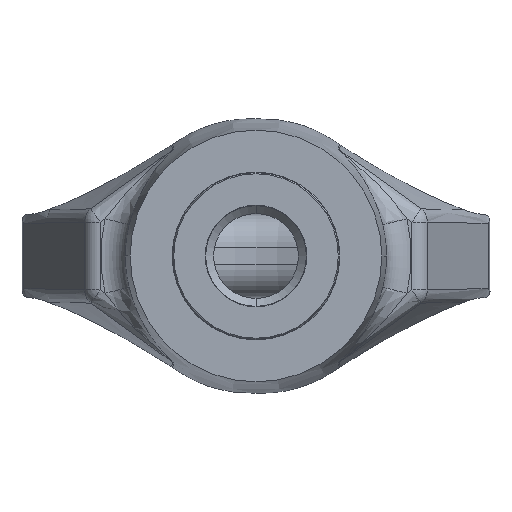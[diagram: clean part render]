
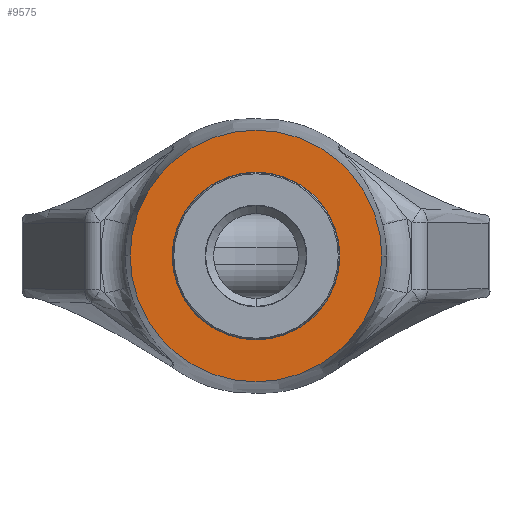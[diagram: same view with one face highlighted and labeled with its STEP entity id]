
A CAD part, front view. The second image highlights one B-rep face of the part: STEP entity #9575.
In plain terms, the highlighted planar face has unit normal (0, -1, 0).
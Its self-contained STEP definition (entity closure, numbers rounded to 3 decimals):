
#2230=CARTESIAN_POINT('',(0.,0.,0.));
#2231=DIRECTION('',(0.,-1.,0.));
#2232=DIRECTION('',(1.,0.,0.));
#2233=AXIS2_PLACEMENT_3D('',#2230,#2231,#2232);
#2235=CARTESIAN_POINT('',(0.,0.,0.));
#2236=DIRECTION('',(0.,-1.,0.));
#2237=DIRECTION('',(-1.,0.,0.));
#2238=AXIS2_PLACEMENT_3D('',#2235,#2236,#2237);
#2240=CARTESIAN_POINT('',(0.,0.,0.));
#2241=DIRECTION('',(0.,1.,0.));
#2242=DIRECTION('',(1.,0.,0.));
#2243=AXIS2_PLACEMENT_3D('',#2240,#2241,#2242);
#2245=CARTESIAN_POINT('',(0.,0.,0.));
#2246=DIRECTION('',(0.,1.,0.));
#2247=DIRECTION('',(-1.,0.,0.));
#2248=AXIS2_PLACEMENT_3D('',#2245,#2246,#2247);
#5605=CARTESIAN_POINT('',(15.,0.,0.));
#5607=VERTEX_POINT('',#5605);
#5608=CARTESIAN_POINT('',(-15.,0.,0.));
#5610=VERTEX_POINT('',#5608);
#7119=CARTESIAN_POINT('',(-10.,0.,0.));
#7120=VERTEX_POINT('',#7119);
#7121=CARTESIAN_POINT('',(10.,0.,0.));
#7122=VERTEX_POINT('',#7121);
#9561=CARTESIAN_POINT('',(0.,0.,0.));
#9562=DIRECTION('',(0.,1.,0.));
#9563=DIRECTION('',(-1.,0.,0.));
#9564=AXIS2_PLACEMENT_3D('',#9561,#9562,#9563);
#9565=PLANE('',#9564);
#9566=ORIENTED_EDGE('',*,*,#8866,.F.);
#9567=ORIENTED_EDGE('',*,*,#8822,.F.);
#9568=EDGE_LOOP('',(#9566,#9567));
#9569=FACE_OUTER_BOUND('',#9568,.F.);
#9571=ORIENTED_EDGE('',*,*,#9570,.F.);
#9572=ORIENTED_EDGE('',*,*,#9551,.F.);
#9573=EDGE_LOOP('',(#9571,#9572));
#9574=FACE_BOUND('',#9573,.F.);
#9575=ADVANCED_FACE('',(#9569,#9574),#9565,.F.);
#2234=CIRCLE('',#2233,15.);
#2239=CIRCLE('',#2238,15.);
#2244=CIRCLE('',#2243,10.);
#2249=CIRCLE('',#2248,10.);
#8822=EDGE_CURVE('',#5610,#5607,#2239,.T.);
#8866=EDGE_CURVE('',#5607,#5610,#2234,.T.);
#9551=EDGE_CURVE('',#7120,#7122,#2249,.T.);
#9570=EDGE_CURVE('',#7122,#7120,#2244,.T.);
